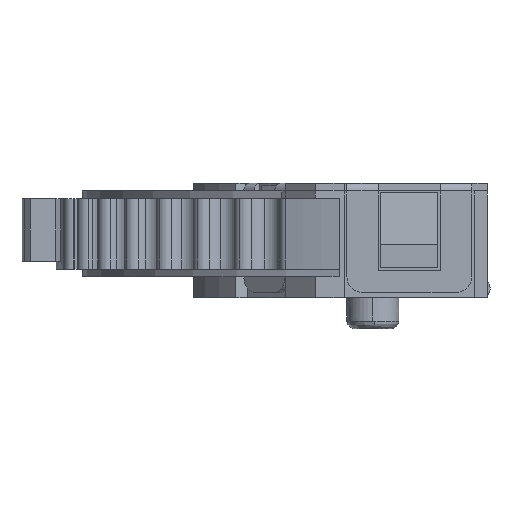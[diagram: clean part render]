
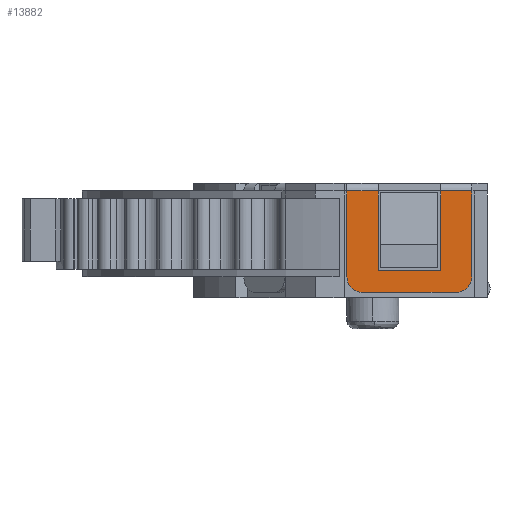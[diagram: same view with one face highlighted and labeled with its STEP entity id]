
A CAD part, left-side view. The second image highlights one B-rep face of the part: STEP entity #13882.
In plain terms, the highlighted planar face has unit normal (-1, 0, 0).
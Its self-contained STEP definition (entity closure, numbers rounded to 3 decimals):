
#462 = AXIS2_PLACEMENT_3D ( 'NONE', #13972, #16490, #35039 ) ;
#712 = VERTEX_POINT ( 'NONE', #15493 ) ;
#843 = CARTESIAN_POINT ( 'NONE',  ( -4.627, 2.7, -0.15 ) ) ;
#1088 = DIRECTION ( 'NONE',  ( 0., 0., -1. ) ) ;
#1363 = VERTEX_POINT ( 'NONE', #13539 ) ;
#1460 = VERTEX_POINT ( 'NONE', #17822 ) ;
#1662 = EDGE_CURVE ( 'NONE', #1460, #14322, #24156, .T. ) ;
#2020 = DIRECTION ( 'NONE',  ( 0., 1., 0. ) ) ;
#2053 = EDGE_CURVE ( 'NONE', #23654, #23337, #30733, .T. ) ;
#2450 = CARTESIAN_POINT ( 'NONE',  ( -4.627, 0.3, -0.15 ) ) ;
#2705 = VECTOR ( 'NONE', #27655, 1000. ) ;
#3073 = DIRECTION ( 'NONE',  ( 0., 0., -1. ) ) ;
#3371 = VERTEX_POINT ( 'NONE', #33509 ) ;
#3541 = LINE ( 'NONE', #11368, #3988 ) ;
#3853 = CIRCLE ( 'NONE', #462, 0.3 ) ;
#3988 = VECTOR ( 'NONE', #1088, 1000. ) ;
#4603 = DIRECTION ( 'NONE',  ( -1., 0., 0. ) ) ;
#5290 = VECTOR ( 'NONE', #28274, 1000. ) ;
#5954 = CARTESIAN_POINT ( 'NONE',  ( -4.627, 0.3, 0. ) ) ;
#6442 = EDGE_CURVE ( 'NONE', #23337, #3371, #3541, .T. ) ;
#6862 = CARTESIAN_POINT ( 'NONE',  ( -4.627, 0.6, -1.8 ) ) ;
#7716 = VERTEX_POINT ( 'NONE', #25522 ) ;
#7824 = VERTEX_POINT ( 'NONE', #33774 ) ;
#8348 = ORIENTED_EDGE ( 'NONE', *, *, #6442, .T. ) ;
#9160 = CARTESIAN_POINT ( 'NONE',  ( -4.627, 0., -0.15 ) ) ;
#9724 = DIRECTION ( 'NONE',  ( 0., 0., -1. ) ) ;
#9799 = ORIENTED_EDGE ( 'NONE', *, *, #22194, .T. ) ;
#10516 = EDGE_CURVE ( 'NONE', #7824, #7716, #12034, .T. ) ;
#10557 = CARTESIAN_POINT ( 'NONE',  ( -4.627, 2.7, 0. ) ) ;
#11368 = CARTESIAN_POINT ( 'NONE',  ( -4.627, 0.9, 0. ) ) ;
#11600 = DIRECTION ( 'NONE',  ( 0., 1., 0. ) ) ;
#11940 = VECTOR ( 'NONE', #2020, 1000. ) ;
#12034 = CIRCLE ( 'NONE', #28953, 0.3 ) ;
#12099 = VECTOR ( 'NONE', #21661, 1000. ) ;
#12554 = VERTEX_POINT ( 'NONE', #22255 ) ;
#12629 = FACE_OUTER_BOUND ( 'NONE', #15940, .T. ) ;
#13539 = CARTESIAN_POINT ( 'NONE',  ( -4.627, 2.1, -1.678 ) ) ;
#13882 = ADVANCED_FACE ( 'NONE', ( #12629 ), #29046, .T. ) ;
#13972 = CARTESIAN_POINT ( 'NONE',  ( -4.627, 2.4, -1.8 ) ) ;
#14322 = VERTEX_POINT ( 'NONE', #843 ) ;
#14697 = ORIENTED_EDGE ( 'NONE', *, *, #2053, .T. ) ;
#15493 = CARTESIAN_POINT ( 'NONE',  ( -4.627, 2.7, -1.8 ) ) ;
#15913 = LINE ( 'NONE', #24049, #11940 ) ;
#15940 = EDGE_LOOP ( 'NONE', ( #9799, #28971, #24870, #27455, #29066, #14697, #8348, #23791, #27153, #16485 ) ) ;
#16485 = ORIENTED_EDGE ( 'NONE', *, *, #1662, .T. ) ;
#16490 = DIRECTION ( 'NONE',  ( -1., 0., 0. ) ) ;
#16603 = LINE ( 'NONE', #10557, #25549 ) ;
#17026 = LINE ( 'NONE', #5954, #28214 ) ;
#17587 = DIRECTION ( 'NONE',  ( -1., 0., 0. ) ) ;
#17822 = CARTESIAN_POINT ( 'NONE',  ( -4.627, 2.1, -0.15 ) ) ;
#19090 = AXIS2_PLACEMENT_3D ( 'NONE', #28871, #4603, #26265 ) ;
#21661 = DIRECTION ( 'NONE',  ( 0., 1., 0. ) ) ;
#21896 = LINE ( 'NONE', #25102, #31157 ) ;
#22194 = EDGE_CURVE ( 'NONE', #14322, #712, #16603, .T. ) ;
#22211 = CARTESIAN_POINT ( 'NONE',  ( -4.627, 2.1, 0. ) ) ;
#22255 = CARTESIAN_POINT ( 'NONE',  ( -4.627, 2.4, -2.1 ) ) ;
#22392 = LINE ( 'NONE', #22211, #2705 ) ;
#23337 = VERTEX_POINT ( 'NONE', #30630 ) ;
#23654 = VERTEX_POINT ( 'NONE', #2450 ) ;
#23791 = ORIENTED_EDGE ( 'NONE', *, *, #28921, .T. ) ;
#24049 = CARTESIAN_POINT ( 'NONE',  ( -4.627, 2.7, -2.1 ) ) ;
#24156 = LINE ( 'NONE', #26271, #12099 ) ;
#24870 = ORIENTED_EDGE ( 'NONE', *, *, #31750, .F. ) ;
#25102 = CARTESIAN_POINT ( 'NONE',  ( -4.627, 0., -1.678 ) ) ;
#25522 = CARTESIAN_POINT ( 'NONE',  ( -4.627, 0.3, -1.8 ) ) ;
#25549 = VECTOR ( 'NONE', #3073, 1000. ) ;
#25787 = EDGE_CURVE ( 'NONE', #1363, #1460, #22392, .T. ) ;
#26265 = DIRECTION ( 'NONE',  ( 0., 0., 1. ) ) ;
#26271 = CARTESIAN_POINT ( 'NONE',  ( -4.627, 0., -0.15 ) ) ;
#26939 = EDGE_CURVE ( 'NONE', #712, #12554, #3853, .T. ) ;
#27153 = ORIENTED_EDGE ( 'NONE', *, *, #25787, .T. ) ;
#27455 = ORIENTED_EDGE ( 'NONE', *, *, #10516, .T. ) ;
#27655 = DIRECTION ( 'NONE',  ( 0., 0., 1. ) ) ;
#27773 = DIRECTION ( 'NONE',  ( 0., 0., 1. ) ) ;
#28214 = VECTOR ( 'NONE', #27773, 1000. ) ;
#28274 = DIRECTION ( 'NONE',  ( 0., 1., 0. ) ) ;
#28871 = CARTESIAN_POINT ( 'NONE',  ( -4.627, 0., 0. ) ) ;
#28921 = EDGE_CURVE ( 'NONE', #3371, #1363, #21896, .T. ) ;
#28953 = AXIS2_PLACEMENT_3D ( 'NONE', #6862, #17587, #9724 ) ;
#28971 = ORIENTED_EDGE ( 'NONE', *, *, #26939, .T. ) ;
#29046 = PLANE ( 'NONE',  #19090 ) ;
#29066 = ORIENTED_EDGE ( 'NONE', *, *, #30496, .T. ) ;
#30496 = EDGE_CURVE ( 'NONE', #7716, #23654, #17026, .T. ) ;
#30630 = CARTESIAN_POINT ( 'NONE',  ( -4.627, 0.9, -0.15 ) ) ;
#30733 = LINE ( 'NONE', #9160, #5290 ) ;
#31157 = VECTOR ( 'NONE', #11600, 1000. ) ;
#31750 = EDGE_CURVE ( 'NONE', #7824, #12554, #15913, .T. ) ;
#33509 = CARTESIAN_POINT ( 'NONE',  ( -4.627, 0.9, -1.678 ) ) ;
#33774 = CARTESIAN_POINT ( 'NONE',  ( -4.627, 0.6, -2.1 ) ) ;
#35039 = DIRECTION ( 'NONE',  ( 0., 0., -1. ) ) ;
